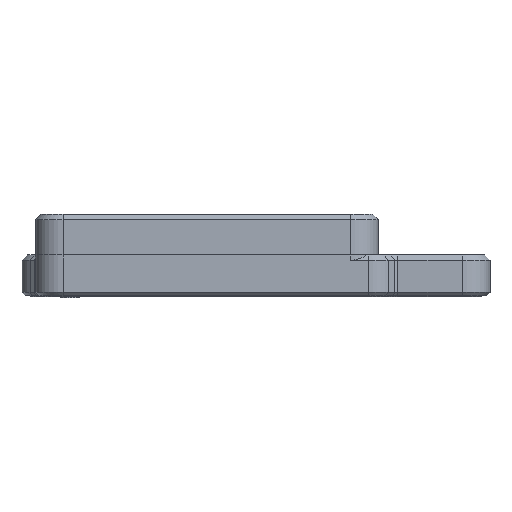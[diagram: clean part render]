
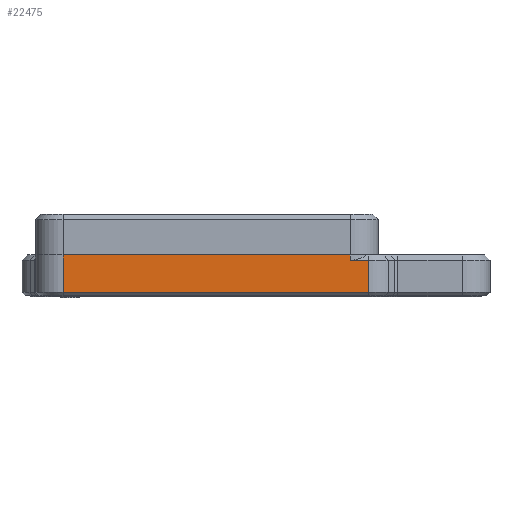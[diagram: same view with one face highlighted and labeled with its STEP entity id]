
A CAD part, left-side view. The second image highlights one B-rep face of the part: STEP entity #22475.
In plain terms, the highlighted planar face has unit normal (-1, 0, 0).
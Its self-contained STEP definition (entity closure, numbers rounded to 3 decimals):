
#8999=CARTESIAN_POINT('',(-11.19,-38.776,4.1));
#9000=VERTEX_POINT('',#8999);
#9008=CARTESIAN_POINT('',(-11.19,-93.332,4.1));
#9009=VERTEX_POINT('',#9008);
#9010=CARTESIAN_POINT('',(-11.19,-38.776,4.1));
#9011=DIRECTION('',(-0.,-1.,-0.));
#9012=VECTOR('',#9011,54.556);
#9013=LINE('',#9010,#9012);
#9014=EDGE_CURVE('',#9000,#9009,#9013,.T.);
#10957=CARTESIAN_POINT('',(-11.19,-38.776,-3.));
#10958=VERTEX_POINT('',#10957);
#11102=CARTESIAN_POINT('',(-11.19,-38.776,4.1));
#11103=DIRECTION('',(0.,0.,-1.));
#11104=VECTOR('',#11103,7.1);
#11105=LINE('',#11102,#11104);
#11106=EDGE_CURVE('',#9000,#10958,#11105,.T.);
#21849=CARTESIAN_POINT('',(-11.19,-96.763,-3.));
#21850=VERTEX_POINT('',#21849);
#21916=CARTESIAN_POINT('',(-11.19,-96.763,-3.));
#21917=DIRECTION('',(0.,1.,0.));
#21918=VECTOR('',#21917,57.987);
#21919=LINE('',#21916,#21918);
#21920=EDGE_CURVE('',#21850,#10958,#21919,.T.);
#22443=CARTESIAN_POINT('',(-11.19,-94.843,17.2));
#22444=DIRECTION('',(-1.,0.,0.));
#22445=DIRECTION('',(0.,0.,-1.));
#22446=AXIS2_PLACEMENT_3D('',#22443,#22444,#22445);
#22447=PLANE('',#22446);
#22448=CARTESIAN_POINT('',(-11.19,-96.763,3.1));
#22449=VERTEX_POINT('',#22448);
#22450=CARTESIAN_POINT('',(-11.19,-96.763,3.1));
#22451=DIRECTION('',(0.,0.,-1.));
#22452=VECTOR('',#22451,6.1);
#22453=LINE('',#22450,#22452);
#22454=EDGE_CURVE('',#22449,#21850,#22453,.T.);
#22455=ORIENTED_EDGE('',*,*,#22454,.F.);
#22456=CARTESIAN_POINT('',(-11.19,-93.332,3.1));
#22457=VERTEX_POINT('',#22456);
#22458=CARTESIAN_POINT('',(-11.19,-93.332,3.1));
#22459=DIRECTION('',(-0.,-1.,-0.));
#22460=VECTOR('',#22459,3.431);
#22461=LINE('',#22458,#22460);
#22462=EDGE_CURVE('',#22457,#22449,#22461,.T.);
#22463=ORIENTED_EDGE('',*,*,#22462,.F.);
#22464=CARTESIAN_POINT('',(-11.19,-93.332,3.1));
#22465=DIRECTION('',(0.,0.,1.));
#22466=VECTOR('',#22465,1.);
#22467=LINE('',#22464,#22466);
#22468=EDGE_CURVE('',#22457,#9009,#22467,.T.);
#22469=ORIENTED_EDGE('',*,*,#22468,.T.);
#22470=ORIENTED_EDGE('',*,*,#9014,.F.);
#22471=ORIENTED_EDGE('',*,*,#11106,.T.);
#22472=ORIENTED_EDGE('',*,*,#21920,.F.);
#22473=EDGE_LOOP('',(#22455,#22463,#22469,#22470,#22471,#22472));
#22474=FACE_BOUND('',#22473,.T.);
#22475=ADVANCED_FACE('',(#22474),#22447,.T.);
